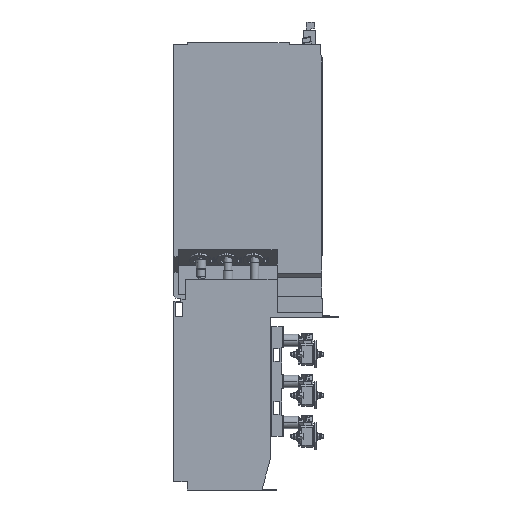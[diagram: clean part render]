
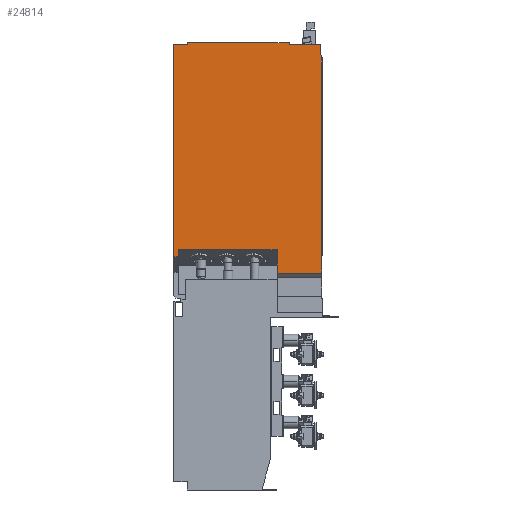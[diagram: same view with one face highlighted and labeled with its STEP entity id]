
A CAD part, left-side view. The second image highlights one B-rep face of the part: STEP entity #24814.
In plain terms, the highlighted planar face has unit normal (-1, 0, 0).
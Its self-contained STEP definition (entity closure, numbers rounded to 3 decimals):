
#20452=FACE_OUTER_BOUND('',#50264,.T.);
#24814=ADVANCED_FACE('',(#20452),#29061,.T.);
#29061=PLANE('',#103261);
#34415=LINE('',#146101,#42088);
#34462=LINE('',#146300,#42135);
#34502=LINE('',#146396,#42175);
#34504=LINE('',#146400,#42177);
#34505=LINE('',#146403,#42178);
#34506=LINE('',#146405,#42179);
#34507=LINE('',#146407,#42180);
#34508=LINE('',#146409,#42181);
#34509=LINE('',#146411,#42182);
#34510=LINE('',#146413,#42183);
#34511=LINE('',#146415,#42184);
#34512=LINE('',#146417,#42185);
#34513=LINE('',#146419,#42186);
#34514=LINE('',#146420,#42187);
#34515=LINE('',#146422,#42188);
#34516=LINE('',#146424,#42189);
#34517=LINE('',#146425,#42190);
#42088=VECTOR('',#117368,1.);
#42135=VECTOR('',#117453,1.);
#42175=VECTOR('',#117543,1.);
#42177=VECTOR('',#117549,1.);
#42178=VECTOR('',#117550,1.);
#42179=VECTOR('',#117551,1.);
#42180=VECTOR('',#117552,1.);
#42181=VECTOR('',#117553,1.);
#42182=VECTOR('',#117554,1.);
#42183=VECTOR('',#117555,1.);
#42184=VECTOR('',#117556,1.);
#42185=VECTOR('',#117557,1.);
#42186=VECTOR('',#117558,1.);
#42187=VECTOR('',#117559,1.);
#42188=VECTOR('',#117560,1.);
#42189=VECTOR('',#117561,1.);
#42190=VECTOR('',#117562,1.);
#50264=EDGE_LOOP('',(#63449,#63450,#63451,#63452,#63453,#63454,#63455,#63456,
#63457,#63458,#63459,#63460,#63461,#63462,#63463,#63464,#63465));
#63449=ORIENTED_EDGE('',*,*,#90630,.T.);
#63450=ORIENTED_EDGE('',*,*,#90631,.T.);
#63451=ORIENTED_EDGE('',*,*,#90632,.F.);
#63452=ORIENTED_EDGE('',*,*,#90633,.T.);
#63453=ORIENTED_EDGE('',*,*,#90634,.T.);
#63454=ORIENTED_EDGE('',*,*,#90635,.T.);
#63455=ORIENTED_EDGE('',*,*,#90636,.F.);
#63456=ORIENTED_EDGE('',*,*,#90637,.F.);
#63457=ORIENTED_EDGE('',*,*,#90638,.T.);
#63458=ORIENTED_EDGE('',*,*,#90639,.T.);
#63459=ORIENTED_EDGE('',*,*,#90580,.T.);
#63460=ORIENTED_EDGE('',*,*,#90628,.T.);
#63461=ORIENTED_EDGE('',*,*,#90640,.T.);
#63462=ORIENTED_EDGE('',*,*,#90641,.T.);
#63463=ORIENTED_EDGE('',*,*,#90642,.T.);
#63464=ORIENTED_EDGE('',*,*,#90519,.T.);
#63465=ORIENTED_EDGE('',*,*,#90643,.T.);
#81027=VERTEX_POINT('',#146100);
#81028=VERTEX_POINT('',#146102);
#81068=VERTEX_POINT('',#146299);
#81069=VERTEX_POINT('',#146301);
#81099=VERTEX_POINT('',#146395);
#81100=VERTEX_POINT('',#146401);
#81101=VERTEX_POINT('',#146402);
#81102=VERTEX_POINT('',#146404);
#81103=VERTEX_POINT('',#146406);
#81104=VERTEX_POINT('',#146408);
#81105=VERTEX_POINT('',#146410);
#81106=VERTEX_POINT('',#146412);
#81107=VERTEX_POINT('',#146414);
#81108=VERTEX_POINT('',#146416);
#81109=VERTEX_POINT('',#146418);
#81110=VERTEX_POINT('',#146421);
#81111=VERTEX_POINT('',#146423);
#90519=EDGE_CURVE('',#81028,#81027,#34415,.T.);
#90580=EDGE_CURVE('',#81069,#81068,#34462,.T.);
#90628=EDGE_CURVE('',#81068,#81099,#34502,.T.);
#90630=EDGE_CURVE('',#81100,#81101,#34504,.T.);
#90631=EDGE_CURVE('',#81101,#81102,#34505,.T.);
#90632=EDGE_CURVE('',#81103,#81102,#34506,.T.);
#90633=EDGE_CURVE('',#81103,#81104,#34507,.T.);
#90634=EDGE_CURVE('',#81104,#81105,#34508,.T.);
#90635=EDGE_CURVE('',#81105,#81106,#34509,.T.);
#90636=EDGE_CURVE('',#81107,#81106,#34510,.T.);
#90637=EDGE_CURVE('',#81108,#81107,#34511,.T.);
#90638=EDGE_CURVE('',#81108,#81109,#34512,.T.);
#90639=EDGE_CURVE('',#81109,#81069,#34513,.T.);
#90640=EDGE_CURVE('',#81099,#81110,#34514,.T.);
#90641=EDGE_CURVE('',#81110,#81111,#34515,.T.);
#90642=EDGE_CURVE('',#81111,#81028,#34516,.T.);
#90643=EDGE_CURVE('',#81027,#81100,#34517,.T.);
#103261=AXIS2_PLACEMENT_3D('',#146426,#117563,#117564);
#117368=DIRECTION('',(0.,0.,-1.));
#117453=DIRECTION('',(0.,1.,0.));
#117543=DIRECTION('',(0.,0.,1.));
#117549=DIRECTION('',(0.,0.,1.));
#117550=DIRECTION('',(0.,-1.,0.));
#117551=DIRECTION('',(0.,0.,1.));
#117552=DIRECTION('',(0.,-1.,0.));
#117553=DIRECTION('',(0.,0.,1.));
#117554=DIRECTION('',(0.,-0.707,0.707));
#117555=DIRECTION('',(0.,-1.,0.));
#117556=DIRECTION('',(0.,0.,-1.));
#117557=DIRECTION('',(0.,0.707,0.707));
#117558=DIRECTION('',(0.,0.,1.));
#117559=DIRECTION('',(0.,1.,0.));
#117560=DIRECTION('',(0.,0.,-1.));
#117561=DIRECTION('',(0.,1.,0.));
#117562=DIRECTION('',(0.,-1.,0.));
#117563=DIRECTION('',(-1.,0.,0.));
#117564=DIRECTION('',(0.,-1.,0.));
#146100=CARTESIAN_POINT('',(-722.,566.,1003.791));
#146101=CARTESIAN_POINT('',(-722.,566.,1717.75));
#146102=CARTESIAN_POINT('',(-722.,566.,1717.75));
#146299=CARTESIAN_POINT('',(-722.,178.295,1717.75));
#146300=CARTESIAN_POINT('',(-722.,74.,1717.75));
#146301=CARTESIAN_POINT('',(-722.,74.,1717.75));
#146395=CARTESIAN_POINT('',(-722.,178.293,1724.5));
#146396=CARTESIAN_POINT('',(-722.,178.295,1717.75));
#146400=CARTESIAN_POINT('',(-722.,550.557,1003.791));
#146401=CARTESIAN_POINT('',(-722.,550.557,1003.791));
#146402=CARTESIAN_POINT('',(-722.,550.557,1027.992));
#146403=CARTESIAN_POINT('',(-722.,550.557,1027.992));
#146404=CARTESIAN_POINT('',(-722.,218.727,1027.992));
#146405=CARTESIAN_POINT('',(-722.,218.727,949.119));
#146406=CARTESIAN_POINT('',(-722.,218.727,949.119));
#146407=CARTESIAN_POINT('',(-722.,218.727,949.119));
#146408=CARTESIAN_POINT('',(-722.,69.013,949.119));
#146409=CARTESIAN_POINT('',(-722.,69.013,949.119));
#146410=CARTESIAN_POINT('',(-722.,69.013,1006.248));
#146411=CARTESIAN_POINT('',(-722.,69.013,1006.248));
#146412=CARTESIAN_POINT('',(-722.,67.093,1008.169));
#146413=CARTESIAN_POINT('',(-722.,70.,1008.169));
#146414=CARTESIAN_POINT('',(-722.,70.,1008.169));
#146415=CARTESIAN_POINT('',(-722.,70.,1679.867));
#146416=CARTESIAN_POINT('',(-722.,70.,1679.867));
#146417=CARTESIAN_POINT('',(-722.,70.,1679.867));
#146418=CARTESIAN_POINT('',(-722.,74.,1683.867));
#146419=CARTESIAN_POINT('',(-722.,74.,1683.867));
#146420=CARTESIAN_POINT('',(-722.,178.293,1724.5));
#146421=CARTESIAN_POINT('',(-722.,519.75,1724.5));
#146422=CARTESIAN_POINT('',(-722.,519.75,1724.5));
#146423=CARTESIAN_POINT('',(-722.,519.75,1717.75));
#146424=CARTESIAN_POINT('',(-722.,519.75,1717.75));
#146425=CARTESIAN_POINT('',(-722.,566.,1003.791));
#146426=CARTESIAN_POINT('',(-722.,0.,0.));
